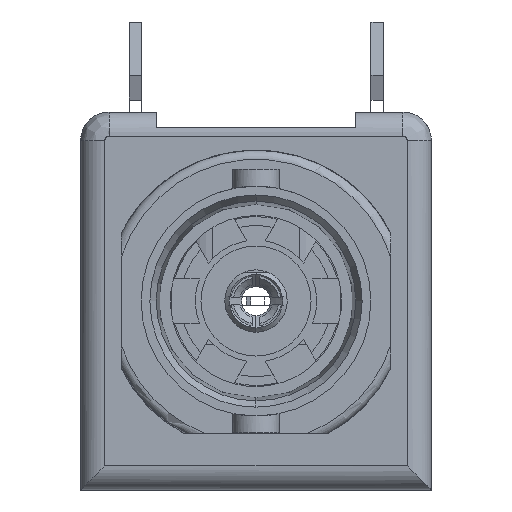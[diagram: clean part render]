
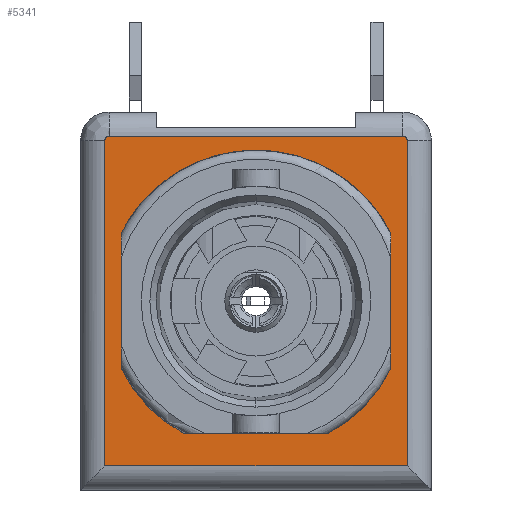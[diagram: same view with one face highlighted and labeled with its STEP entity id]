
A CAD part, left-side view. The second image highlights one B-rep face of the part: STEP entity #5341.
In plain terms, the highlighted planar face has unit normal (-1, 0, 0).
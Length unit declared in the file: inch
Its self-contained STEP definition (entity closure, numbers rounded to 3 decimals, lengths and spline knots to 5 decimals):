
#441=CARTESIAN_POINT('',(0.2,0.243,0.2655));
#442=DIRECTION('',(1.,0.,0.));
#443=DIRECTION('',(0.,1.,0.));
#444=AXIS2_PLACEMENT_3D('',#441,#442,#443);
#446=CARTESIAN_POINT('',(0.2,-0.243,0.2655));
#447=DIRECTION('',(1.,0.,0.));
#448=DIRECTION('',(0.,0.,1.));
#449=AXIS2_PLACEMENT_3D('',#446,#447,#448);
#451=CARTESIAN_POINT('',(0.2,0.,0.));
#452=DIRECTION('',(-1.,0.,0.));
#453=DIRECTION('',(0.,0.894,-0.448));
#454=AXIS2_PLACEMENT_3D('',#451,#452,#453);
#456=DIRECTION('',(0.,-1.,0.));
#457=VECTOR('',#456,0.24051);
#458=CARTESIAN_POINT('',(0.2,0.12025,-0.21855));
#459=LINE('',#458,#457);
#460=CARTESIAN_POINT('',(0.2,0.,0.));
#461=DIRECTION('',(-1.,0.,0.));
#462=DIRECTION('',(0.,-0.482,-0.876));
#463=AXIS2_PLACEMENT_3D('',#460,#461,#462);
#465=CARTESIAN_POINT('',(0.2,0.,0.));
#466=DIRECTION('',(-1.,0.,0.));
#467=DIRECTION('',(0.,-0.894,0.448));
#468=AXIS2_PLACEMENT_3D('',#465,#466,#467);
#470=DIRECTION('',(0.,-1.,0.));
#471=VECTOR('',#470,0.5);
#472=CARTESIAN_POINT('',(0.2,0.25,-0.2725));
#473=LINE('',#472,#471);
#500=DIRECTION('',(0.,0.,1.));
#501=VECTOR('',#500,0.538);
#502=CARTESIAN_POINT('',(0.2,-0.25,-0.2725));
#503=LINE('',#502,#501);
#534=DIRECTION('',(0.,1.,0.));
#535=VECTOR('',#534,0.486);
#536=CARTESIAN_POINT('',(0.2,-0.243,0.2725));
#537=LINE('',#536,#535);
#1798=DIRECTION('',(0.,0.,-1.));
#1799=VECTOR('',#1798,0.538);
#1800=CARTESIAN_POINT('',(0.2,0.25,0.2655));
#1801=LINE('',#1800,#1799);
#1997=DIRECTION('',(0.,0.,1.));
#1998=VECTOR('',#1997,0.22357);
#1999=CARTESIAN_POINT('',(0.2,0.223,-0.11179));
#2000=LINE('',#1999,#1998);
#2095=DIRECTION('',(0.,0.,-1.));
#2096=VECTOR('',#2095,0.22357);
#2097=CARTESIAN_POINT('',(0.2,-0.223,0.11179));
#2098=LINE('',#2097,#2096);
#4478=CARTESIAN_POINT('',(0.2,0.12025,-0.21855));
#4479=CARTESIAN_POINT('',(0.2,-0.12025,-0.21855));
#4480=VERTEX_POINT('',#4478);
#4481=VERTEX_POINT('',#4479);
#4585=CARTESIAN_POINT('',(0.2,0.25,-0.2725));
#4586=CARTESIAN_POINT('',(0.2,-0.25,-0.2725));
#4587=VERTEX_POINT('',#4585);
#4588=VERTEX_POINT('',#4586);
#4589=CARTESIAN_POINT('',(0.2,-0.25,0.2655));
#4590=VERTEX_POINT('',#4589);
#4591=CARTESIAN_POINT('',(0.2,-0.243,0.2725));
#4592=VERTEX_POINT('',#4591);
#4593=CARTESIAN_POINT('',(0.2,0.243,0.2725));
#4594=VERTEX_POINT('',#4593);
#4595=CARTESIAN_POINT('',(0.2,0.25,0.2655));
#4596=VERTEX_POINT('',#4595);
#4597=CARTESIAN_POINT('',(0.2,0.223,-0.11179));
#4598=VERTEX_POINT('',#4597);
#4599=CARTESIAN_POINT('',(0.2,0.223,0.11179));
#4600=VERTEX_POINT('',#4599);
#4601=CARTESIAN_POINT('',(0.2,-0.223,0.11179));
#4602=VERTEX_POINT('',#4601);
#4603=CARTESIAN_POINT('',(0.2,-0.223,-0.11179));
#4604=VERTEX_POINT('',#4603);
#5309=CARTESIAN_POINT('',(0.2,0.,0.));
#5310=DIRECTION('',(1.,0.,0.));
#5311=DIRECTION('',(0.,1.,0.));
#5312=AXIS2_PLACEMENT_3D('',#5309,#5310,#5311);
#5313=PLANE('',#5312);
#5315=ORIENTED_EDGE('',*,*,#5314,.F.);
#5317=ORIENTED_EDGE('',*,*,#5316,.F.);
#5319=ORIENTED_EDGE('',*,*,#5318,.T.);
#5321=ORIENTED_EDGE('',*,*,#5320,.F.);
#5323=ORIENTED_EDGE('',*,*,#5322,.T.);
#5325=ORIENTED_EDGE('',*,*,#5324,.F.);
#5326=EDGE_LOOP('',(#5315,#5317,#5319,#5321,#5323,#5325));
#5327=FACE_OUTER_BOUND('',#5326,.F.);
#5329=ORIENTED_EDGE('',*,*,#5328,.T.);
#5330=ORIENTED_EDGE('',*,*,#5161,.T.);
#5332=ORIENTED_EDGE('',*,*,#5331,.T.);
#5334=ORIENTED_EDGE('',*,*,#5333,.F.);
#5336=ORIENTED_EDGE('',*,*,#5335,.T.);
#5338=ORIENTED_EDGE('',*,*,#5337,.F.);
#5339=EDGE_LOOP('',(#5329,#5330,#5332,#5334,#5336,#5338));
#5340=FACE_BOUND('',#5339,.F.);
#445=CIRCLE('',#444,0.007);
#450=CIRCLE('',#449,0.007);
#455=CIRCLE('',#454,0.24945);
#464=CIRCLE('',#463,0.24945);
#469=CIRCLE('',#468,0.24945);
#5161=EDGE_CURVE('',#4480,#4481,#459,.T.);
#5314=EDGE_CURVE('',#4587,#4588,#473,.T.);
#5316=EDGE_CURVE('',#4596,#4587,#1801,.T.);
#5318=EDGE_CURVE('',#4596,#4594,#445,.T.);
#5320=EDGE_CURVE('',#4592,#4594,#537,.T.);
#5322=EDGE_CURVE('',#4592,#4590,#450,.T.);
#5324=EDGE_CURVE('',#4588,#4590,#503,.T.);
#5328=EDGE_CURVE('',#4598,#4480,#455,.T.);
#5331=EDGE_CURVE('',#4481,#4604,#464,.T.);
#5333=EDGE_CURVE('',#4602,#4604,#2098,.T.);
#5335=EDGE_CURVE('',#4602,#4600,#469,.T.);
#5337=EDGE_CURVE('',#4598,#4600,#2000,.T.);
#5341=ADVANCED_FACE('',(#5327,#5340),#5313,.F.);
